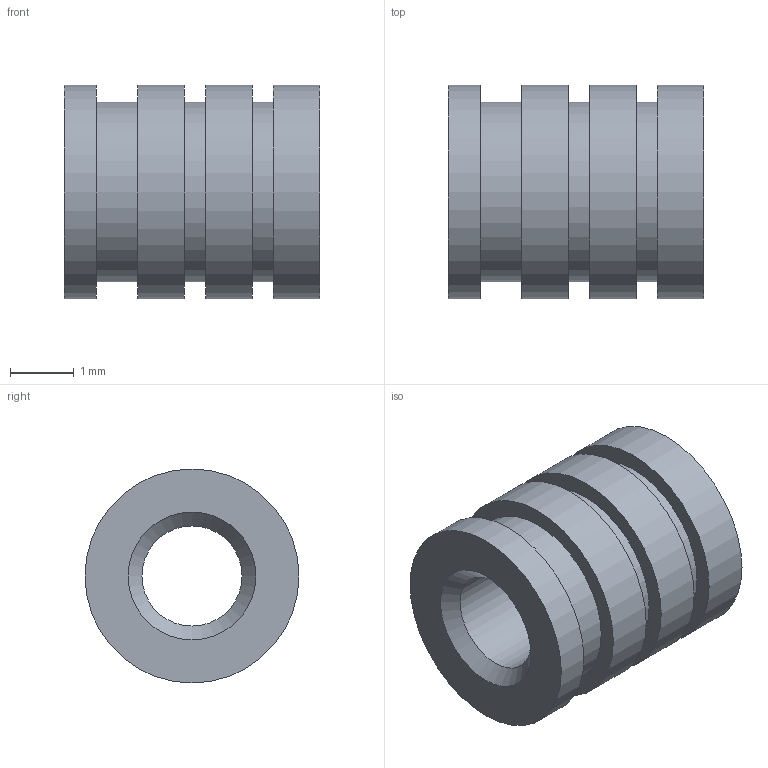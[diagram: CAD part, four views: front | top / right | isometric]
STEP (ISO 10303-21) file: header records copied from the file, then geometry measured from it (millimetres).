
FILE_DESCRIPTION(/* description */ ('STEP AP203'),/* implementation_level */ '2;1');
FILE_NAME(/* name */ 'BN 1054 1386727 press-in threaded insert M2',/* time_stamp */ '2023-05-18T09:56:28+02:00',/* author */ ('License CC BY-ND 4.0'),/* organization */ ('CADENAS'),/* preprocessor_version */ 'ST-DEVELOPER v19.3',/* originating_system */ 'PARTsolutions',/* authorisation */ ' ');
FILE_SCHEMA (('CONFIG_CONTROL_DESIGN'));
Length unit declared in the file: millimetre
Products named in the file (1): BN 1054 1386727 press-in threaded insert M2
Bounding box: 4 x 3.35 x 3.35 mm (x, y, z)
Volume: 23.9 mm3; surface area: 87.8 mm2
Topology: 1 solids, 1 shells, 18 faces, 28 edges, 18 vertices
Faces by surface type: plane 8, cylinder 8, cone 2
Full cylindrical faces by diameter (mm): 1.567 x1, 2.814 x3, 3.35 x4
Entity records: 398 total; most frequent: DIRECTION 74, CARTESIAN_POINT 55, AXIS2_PLACEMENT_3D 37, ORIENTED_EDGE 36, EDGE_LOOP 36, FACE_BOUND 36, EDGE_CURVE 18, VERTEX_POINT 18
